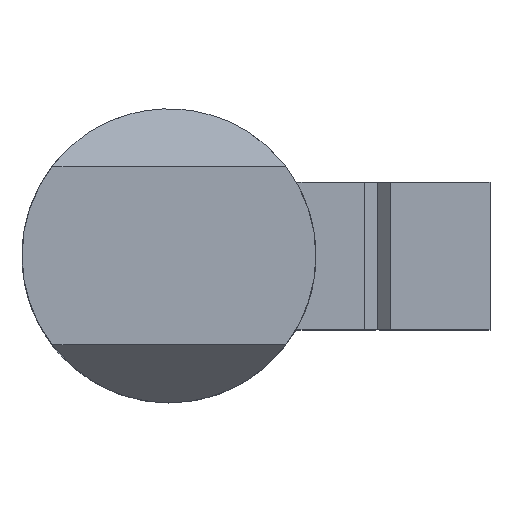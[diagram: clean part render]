
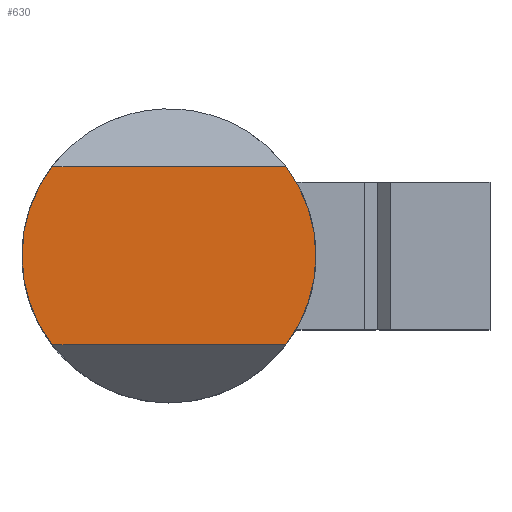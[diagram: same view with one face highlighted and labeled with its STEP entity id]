
A CAD part, top view. The second image highlights one B-rep face of the part: STEP entity #630.
In plain terms, the highlighted planar face has unit normal (0, 0, 1).
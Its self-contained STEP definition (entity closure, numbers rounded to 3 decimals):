
#68 = CIRCLE ( 'NONE', #1287, 7.85 ) ;
#74 = VERTEX_POINT ( 'NONE', #769 ) ;
#124 = ORIENTED_EDGE ( 'NONE', *, *, #705, .T. ) ;
#127 = LINE ( 'NONE', #267, #1274 ) ;
#162 = AXIS2_PLACEMENT_3D ( 'NONE', #328, #767, #1422 ) ;
#209 = VECTOR ( 'NONE', #1156, 1000. ) ;
#217 = VERTEX_POINT ( 'NONE', #400 ) ;
#267 = CARTESIAN_POINT ( 'NONE',  ( 0., -4.75, 12.5 ) ) ;
#271 = EDGE_CURVE ( 'NONE', #74, #1272, #127, .T. ) ;
#306 = CIRCLE ( 'NONE', #1402, 7.85 ) ;
#328 = CARTESIAN_POINT ( 'NONE',  ( 0., 0., 12.5 ) ) ;
#333 = DIRECTION ( 'NONE',  ( 0., 0., 1. ) ) ;
#372 = ORIENTED_EDGE ( 'NONE', *, *, #795, .T. ) ;
#400 = CARTESIAN_POINT ( 'NONE',  ( -7.85, 0., 12.5 ) ) ;
#493 = DIRECTION ( 'NONE',  ( 1., 0., 0. ) ) ;
#536 = DIRECTION ( 'NONE',  ( 0., 0., 1. ) ) ;
#549 = AXIS2_PLACEMENT_3D ( 'NONE', #1308, #536, #1077 ) ;
#578 = CIRCLE ( 'NONE', #1283, 7.85 ) ;
#622 = CARTESIAN_POINT ( 'NONE',  ( 0., 0., 12.5 ) ) ;
#628 = DIRECTION ( 'NONE',  ( 1., 0., 0. ) ) ;
#630 = ADVANCED_FACE ( 'NONE', ( #1335 ), #988, .T. ) ;
#705 = EDGE_CURVE ( 'NONE', #217, #74, #931, .T. ) ;
#733 = DIRECTION ( 'NONE',  ( 1., 0., 0. ) ) ;
#738 = CARTESIAN_POINT ( 'NONE',  ( 0., 0., 12.5 ) ) ;
#762 = EDGE_CURVE ( 'NONE', #1143, #217, #578, .T. ) ;
#767 = DIRECTION ( 'NONE',  ( 0., 0., 1. ) ) ;
#769 = CARTESIAN_POINT ( 'NONE',  ( -6.25, -4.75, 12.5 ) ) ;
#795 = EDGE_CURVE ( 'NONE', #1384, #1143, #1092, .T. ) ;
#818 = ORIENTED_EDGE ( 'NONE', *, *, #271, .T. ) ;
#931 = CIRCLE ( 'NONE', #549, 7.85 ) ;
#975 = EDGE_CURVE ( 'NONE', #1272, #1410, #68, .T. ) ;
#988 = PLANE ( 'NONE',  #162 ) ;
#993 = DIRECTION ( 'NONE',  ( 1., 0., 0. ) ) ;
#1013 = EDGE_LOOP ( 'NONE', ( #1138, #124, #818, #1227, #1228, #372 ) ) ;
#1017 = CARTESIAN_POINT ( 'NONE',  ( -6.25, 4.75, 12.5 ) ) ;
#1077 = DIRECTION ( 'NONE',  ( 1., 0., 0. ) ) ;
#1092 = LINE ( 'NONE', #1278, #209 ) ;
#1104 = CARTESIAN_POINT ( 'NONE',  ( 0., 0., 12.5 ) ) ;
#1138 = ORIENTED_EDGE ( 'NONE', *, *, #762, .T. ) ;
#1143 = VERTEX_POINT ( 'NONE', #1017 ) ;
#1156 = DIRECTION ( 'NONE',  ( -1., 0., 0. ) ) ;
#1161 = CARTESIAN_POINT ( 'NONE',  ( 6.25, 4.75, 12.5 ) ) ;
#1227 = ORIENTED_EDGE ( 'NONE', *, *, #975, .T. ) ;
#1228 = ORIENTED_EDGE ( 'NONE', *, *, #1380, .T. ) ;
#1249 = CARTESIAN_POINT ( 'NONE',  ( 6.25, -4.75, 12.5 ) ) ;
#1272 = VERTEX_POINT ( 'NONE', #1249 ) ;
#1274 = VECTOR ( 'NONE', #493, 1000. ) ;
#1278 = CARTESIAN_POINT ( 'NONE',  ( 0., 4.75, 12.5 ) ) ;
#1283 = AXIS2_PLACEMENT_3D ( 'NONE', #738, #1387, #628 ) ;
#1286 = CARTESIAN_POINT ( 'NONE',  ( 7.85, 0., 12.5 ) ) ;
#1287 = AXIS2_PLACEMENT_3D ( 'NONE', #1104, #333, #993 ) ;
#1308 = CARTESIAN_POINT ( 'NONE',  ( 0., 0., 12.5 ) ) ;
#1335 = FACE_OUTER_BOUND ( 'NONE', #1013, .T. ) ;
#1380 = EDGE_CURVE ( 'NONE', #1410, #1384, #306, .T. ) ;
#1382 = DIRECTION ( 'NONE',  ( 0., 0., 1. ) ) ;
#1384 = VERTEX_POINT ( 'NONE', #1161 ) ;
#1387 = DIRECTION ( 'NONE',  ( 0., 0., 1. ) ) ;
#1402 = AXIS2_PLACEMENT_3D ( 'NONE', #622, #1382, #733 ) ;
#1410 = VERTEX_POINT ( 'NONE', #1286 ) ;
#1422 = DIRECTION ( 'NONE',  ( 1., 0., 0. ) ) ;
